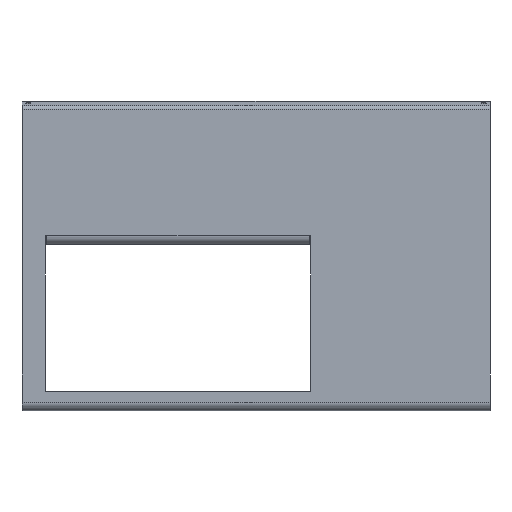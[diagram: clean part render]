
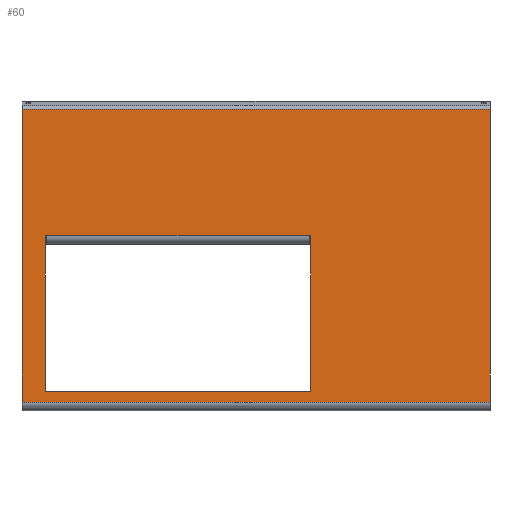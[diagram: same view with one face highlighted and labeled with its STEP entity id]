
A CAD part, left-side view. The second image highlights one B-rep face of the part: STEP entity #60.
In plain terms, the highlighted planar face has unit normal (-1, 0, 0).
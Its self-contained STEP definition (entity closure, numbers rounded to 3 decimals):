
#60=ADVANCED_FACE('',(#120,#121),#122,.F.);
#120=FACE_BOUND('',#223,.T.);
#121=FACE_OUTER_BOUND('',#224,.T.);
#122=PLANE('',#225);
#223=EDGE_LOOP('',(#388,#389,#390,#391,#392,#393,#394,#395,#396,#397));
#224=EDGE_LOOP('',(#398,#399,#400,#401));
#225=AXIS2_PLACEMENT_3D('',#402,#403,#404);
#388=ORIENTED_EDGE('',*,*,#772,.T.);
#389=ORIENTED_EDGE('',*,*,#773,.T.);
#390=ORIENTED_EDGE('',*,*,#752,.T.);
#391=ORIENTED_EDGE('',*,*,#774,.T.);
#392=ORIENTED_EDGE('',*,*,#757,.F.);
#393=ORIENTED_EDGE('',*,*,#775,.F.);
#394=ORIENTED_EDGE('',*,*,#776,.F.);
#395=ORIENTED_EDGE('',*,*,#777,.F.);
#396=ORIENTED_EDGE('',*,*,#755,.F.);
#397=ORIENTED_EDGE('',*,*,#778,.F.);
#398=ORIENTED_EDGE('',*,*,#779,.T.);
#399=ORIENTED_EDGE('',*,*,#780,.F.);
#400=ORIENTED_EDGE('',*,*,#781,.F.);
#401=ORIENTED_EDGE('',*,*,#782,.T.);
#402=CARTESIAN_POINT('',(0.,0.0,5.5));
#403=DIRECTION('',(1.0,0.0,0.));
#404=DIRECTION('',(0.,0.0,1.0));
#752=EDGE_CURVE('',#903,#912,#914,.T.);
#755=EDGE_CURVE('',#918,#920,#921,.T.);
#757=EDGE_CURVE('',#923,#924,#925,.T.);
#772=EDGE_CURVE('',#949,#885,#950,.T.);
#773=EDGE_CURVE('',#885,#903,#951,.T.);
#774=EDGE_CURVE('',#912,#924,#952,.T.);
#775=EDGE_CURVE('',#953,#923,#954,.T.);
#776=EDGE_CURVE('',#955,#953,#956,.T.);
#777=EDGE_CURVE('',#920,#955,#957,.T.);
#778=EDGE_CURVE('',#949,#918,#958,.T.);
#779=EDGE_CURVE('',#959,#960,#961,.T.);
#780=EDGE_CURVE('',#962,#960,#963,.T.);
#781=EDGE_CURVE('',#964,#962,#965,.T.);
#782=EDGE_CURVE('',#964,#959,#966,.T.);
#885=VERTEX_POINT('',#1117);
#903=VERTEX_POINT('',#1139);
#912=VERTEX_POINT('',#1153);
#914=LINE('',#1156,#1157);
#918=VERTEX_POINT('',#1162);
#920=VERTEX_POINT('',#1165);
#921=LINE('',#1166,#1167);
#923=VERTEX_POINT('',#1170);
#924=VERTEX_POINT('',#1171);
#925=LINE('',#1172,#1173);
#949=VERTEX_POINT('',#1211);
#950=LINE('',#1212,#1213);
#951=LINE('',#1214,#1215);
#952=LINE('',#1216,#1217);
#953=VERTEX_POINT('',#1218);
#954=LINE('',#1219,#1220);
#955=VERTEX_POINT('',#1221);
#956=LINE('',#1222,#1223);
#957=LINE('',#1224,#1225);
#958=LINE('',#1226,#1227);
#959=VERTEX_POINT('',#1228);
#960=VERTEX_POINT('',#1229);
#961=LINE('',#1230,#1231);
#962=VERTEX_POINT('',#1232);
#963=LINE('',#1233,#1234);
#964=VERTEX_POINT('',#1235);
#965=LINE('',#1236,#1237);
#966=LINE('',#1238,#1239);
#1117=CARTESIAN_POINT('',(0.0,284.0,112.01));
#1139=CARTESIAN_POINT('',(0.0,116.0,112.01));
#1153=CARTESIAN_POINT('',(0.0,115.998,112.01));
#1156=CARTESIAN_POINT('',(0.0,284.002,112.01));
#1157=VECTOR('',#1474,1000.0);
#1162=CARTESIAN_POINT('',(0.0,284.002,112.0));
#1165=CARTESIAN_POINT('',(0.0,285.0,112.0));
#1166=CARTESIAN_POINT('',(0.,0.0,112.0));
#1167=VECTOR('',#1477,1000.0);
#1170=CARTESIAN_POINT('',(0.0,115.0,112.0));
#1171=CARTESIAN_POINT('',(0.0,115.998,112.0));
#1172=CARTESIAN_POINT('',(0.,0.0,112.0));
#1173=VECTOR('',#1479,1000.0);
#1211=CARTESIAN_POINT('',(0.0,284.002,112.01));
#1212=CARTESIAN_POINT('',(0.0,284.002,112.01));
#1213=VECTOR('',#1494,1000.0);
#1214=CARTESIAN_POINT('',(0.0,284.0,112.01));
#1215=VECTOR('',#1495,1000.0);
#1216=CARTESIAN_POINT('',(0.0,115.998,112.01));
#1217=VECTOR('',#1496,1000.0);
#1218=CARTESIAN_POINT('',(0.0,115.0,12.5));
#1219=CARTESIAN_POINT('',(0.,115.0,5.5));
#1220=VECTOR('',#1497,1000.0);
#1221=CARTESIAN_POINT('',(0.,285.0,12.5));
#1222=CARTESIAN_POINT('',(0.,0.,12.5));
#1223=VECTOR('',#1498,1000.0);
#1224=CARTESIAN_POINT('',(0.,285.0,5.5));
#1225=VECTOR('',#1499,1000.0);
#1226=CARTESIAN_POINT('',(0.0,284.002,112.01));
#1227=VECTOR('',#1500,1000.0);
#1228=CARTESIAN_POINT('',(0.,300.0,193.258));
#1229=CARTESIAN_POINT('',(0.,300.0,5.5));
#1230=CARTESIAN_POINT('',(0.,300.0,5.5));
#1231=VECTOR('',#1501,1000.0);
#1232=CARTESIAN_POINT('',(0.,0.0,5.5));
#1233=CARTESIAN_POINT('',(0.,0.0,5.5));
#1234=VECTOR('',#1502,1000.0);
#1235=CARTESIAN_POINT('',(0.,0.0,193.258));
#1236=CARTESIAN_POINT('',(0.,0.0,5.5));
#1237=VECTOR('',#1503,1000.0);
#1238=CARTESIAN_POINT('',(0.,0.0,193.258));
#1239=VECTOR('',#1504,1000.0);
#1474=DIRECTION('',(0.0,-1.0,0.0));
#1477=DIRECTION('',(0.0,1.0,0.0));
#1479=DIRECTION('',(0.0,1.0,0.0));
#1494=DIRECTION('',(0.0,-1.0,0.0));
#1495=DIRECTION('',(0.0,-1.0,0.0));
#1496=DIRECTION('',(0.0,0.0,-1.0));
#1497=DIRECTION('',(0.,0.0,1.0));
#1498=DIRECTION('',(0.,-1.0,0.));
#1499=DIRECTION('',(0.,0.,-1.0));
#1500=DIRECTION('',(0.0,0.0,-1.0));
#1501=DIRECTION('',(0.,0.0,-1.0));
#1502=DIRECTION('',(0.0,1.0,0.0));
#1503=DIRECTION('',(0.,0.0,-1.0));
#1504=DIRECTION('',(0.0,1.0,0.0));
